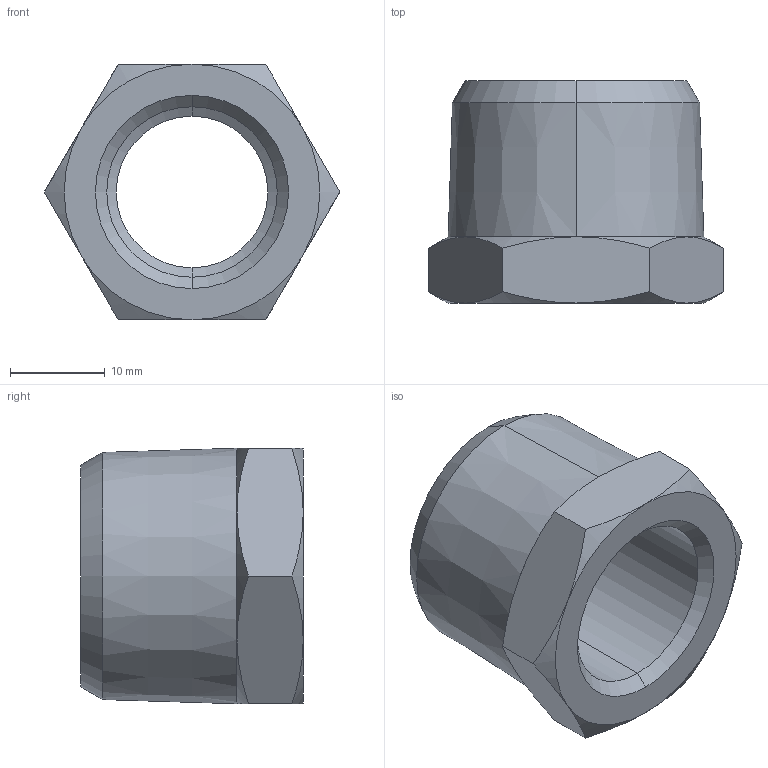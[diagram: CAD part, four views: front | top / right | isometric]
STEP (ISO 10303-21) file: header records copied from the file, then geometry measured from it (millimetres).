
FILE_DESCRIPTION(( 'RA.14.34.12.STEP' ), '1');
FILE_NAME( 'RA.14.34.12.STEP', '2018-10-08T09:35:40',( 'Sopra'),('sopra-pneumatic.com'), 'SwSTEP 2.0','SolidWorks 2009','' );
FILE_SCHEMA (( 'CONFIG_CONTROL_DESIGN' ));
Length unit declared in the file: millimetre
Products named in the file (1): RA.14.34.12
Bounding box: 31.18 x 23.5 x 27 mm (x, y, z)
Volume: 7642.4 mm3; surface area: 3920.6 mm2
Topology: 1 solids, 1 shells, 36 faces, 76 edges, 43 vertices
Faces by surface type: cone 23, plane 9, cylinder 4
Entity records: 1100 total; most frequent: CARTESIAN_POINT 276, DIRECTION 157, ORIENTED_EDGE 152, EDGE_CURVE 76, AXIS2_PLACEMENT_3D 68, VERTEX_POINT 43, EDGE_LOOP 39, FACE_OUTER_BOUND 36
